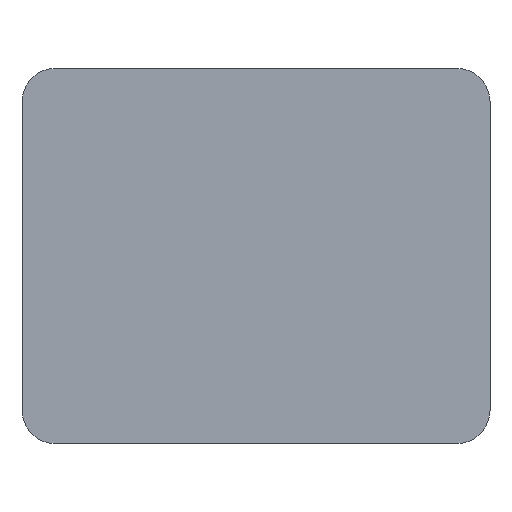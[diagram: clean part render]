
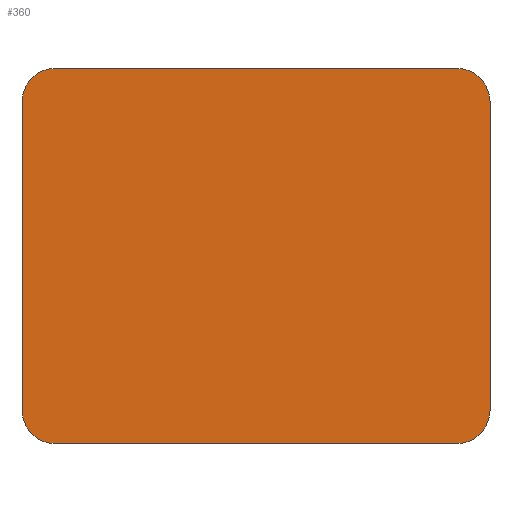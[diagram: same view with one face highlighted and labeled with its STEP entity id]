
A CAD part, front view. The second image highlights one B-rep face of the part: STEP entity #360.
In plain terms, the highlighted planar face has unit normal (0, -1, 0).
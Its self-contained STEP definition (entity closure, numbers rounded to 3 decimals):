
#23=PLANE('',#406);
#33=LINE('',#621,#59);
#39=LINE('',#635,#65);
#43=LINE('',#644,#69);
#47=LINE('',#653,#73);
#59=VECTOR('',#469,60.);
#65=VECTOR('',#481,46.1);
#69=VECTOR('',#487,60.);
#73=VECTOR('',#493,46.1);
#100=FACE_OUTER_BOUND('',#124,.T.);
#124=EDGE_LOOP('',(#283,#284,#285,#286,#287,#288,#289,#290));
#145=CIRCLE('',#407,5.);
#146=CIRCLE('',#408,5.);
#147=CIRCLE('',#409,5.);
#148=CIRCLE('',#410,5.);
#174=VERTEX_POINT('',#618);
#175=VERTEX_POINT('',#620);
#177=VERTEX_POINT('',#628);
#180=VERTEX_POINT('',#633);
#181=VERTEX_POINT('',#637);
#184=VERTEX_POINT('',#642);
#185=VERTEX_POINT('',#646);
#188=VERTEX_POINT('',#651);
#208=EDGE_CURVE('',#174,#175,#33,.T.);
#215=EDGE_CURVE('',#180,#177,#39,.T.);
#219=EDGE_CURVE('',#184,#181,#43,.T.);
#223=EDGE_CURVE('',#188,#185,#47,.T.);
#224=EDGE_CURVE('',#174,#185,#145,.F.);
#225=EDGE_CURVE('',#188,#181,#146,.F.);
#226=EDGE_CURVE('',#184,#177,#147,.F.);
#227=EDGE_CURVE('',#180,#175,#148,.F.);
#283=ORIENTED_EDGE('',*,*,#208,.F.);
#284=ORIENTED_EDGE('',*,*,#224,.T.);
#285=ORIENTED_EDGE('',*,*,#223,.F.);
#286=ORIENTED_EDGE('',*,*,#225,.T.);
#287=ORIENTED_EDGE('',*,*,#219,.F.);
#288=ORIENTED_EDGE('',*,*,#226,.T.);
#289=ORIENTED_EDGE('',*,*,#215,.F.);
#290=ORIENTED_EDGE('',*,*,#227,.T.);
#360=ADVANCED_FACE('',(#100),#23,.F.);
#406=AXIS2_PLACEMENT_3D('',#654,#494,#495);
#407=AXIS2_PLACEMENT_3D('',#655,#496,#497);
#408=AXIS2_PLACEMENT_3D('',#656,#498,#499);
#409=AXIS2_PLACEMENT_3D('',#657,#500,#501);
#410=AXIS2_PLACEMENT_3D('',#658,#502,#503);
#469=DIRECTION('',(1.,0.,0.));
#481=DIRECTION('',(0.,0.,-1.));
#487=DIRECTION('',(-1.,0.,0.));
#493=DIRECTION('',(0.,0.,1.));
#494=DIRECTION('center_axis',(0.,1.,0.));
#495=DIRECTION('ref_axis',(0.,0.,1.));
#496=DIRECTION('center_axis',(0.,1.,0.));
#497=DIRECTION('ref_axis',(0.,0.,1.));
#498=DIRECTION('center_axis',(0.,1.,0.));
#499=DIRECTION('ref_axis',(0.,0.,1.));
#500=DIRECTION('center_axis',(0.,1.,0.));
#501=DIRECTION('ref_axis',(0.,0.,1.));
#502=DIRECTION('center_axis',(0.,1.,0.));
#503=DIRECTION('ref_axis',(0.,0.,1.));
#618=CARTESIAN_POINT('',(-65.,0.,0.));
#620=CARTESIAN_POINT('',(-5.,0.,0.));
#621=CARTESIAN_POINT('',(-65.,0.,0.));
#628=CARTESIAN_POINT('',(0.,0.,-51.1));
#633=CARTESIAN_POINT('',(0.,0.,-5.));
#635=CARTESIAN_POINT('',(0.,0.,-5.));
#637=CARTESIAN_POINT('',(-65.,0.,-56.1));
#642=CARTESIAN_POINT('',(-5.,0.,-56.1));
#644=CARTESIAN_POINT('',(-5.,0.,-56.1));
#646=CARTESIAN_POINT('',(-70.,0.,-5.));
#651=CARTESIAN_POINT('',(-70.,0.,-51.1));
#653=CARTESIAN_POINT('',(-70.,0.,-51.1));
#654=CARTESIAN_POINT('Origin',(0.,0.,0.));
#655=CARTESIAN_POINT('Origin',(-65.,0.,-5.));
#656=CARTESIAN_POINT('Origin',(-65.,0.,-51.1));
#657=CARTESIAN_POINT('Origin',(-5.,0.,-51.1));
#658=CARTESIAN_POINT('Origin',(-5.,0.,-5.));
